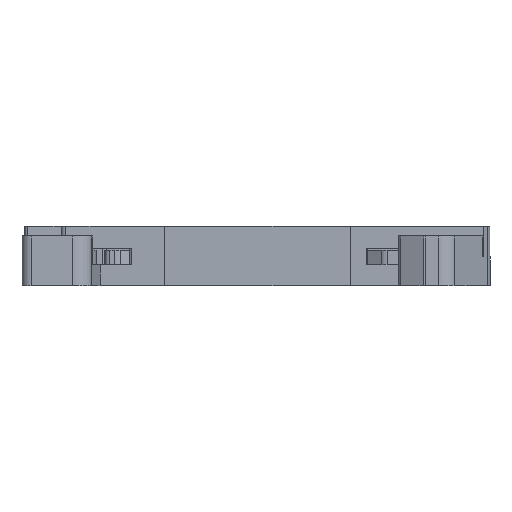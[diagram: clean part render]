
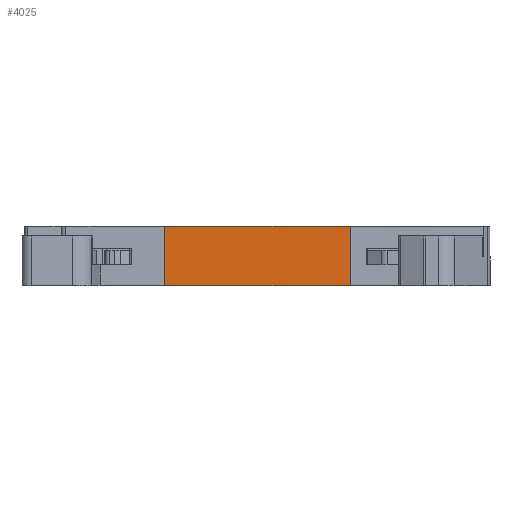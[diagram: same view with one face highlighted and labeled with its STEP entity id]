
A CAD part, front view. The second image highlights one B-rep face of the part: STEP entity #4025.
In plain terms, the highlighted planar face has unit normal (0, -1, 0).
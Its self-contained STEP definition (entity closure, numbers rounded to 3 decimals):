
#4025=ADVANCED_FACE('',(#11259),#11261,.T.);
#11259=FACE_BOUND('',#11260,.T.);
#11260=EDGE_LOOP('',(#17478,#17479,#17480,#17481));
#11261=PLANE('',#11262);
#11262=AXIS2_PLACEMENT_3D('',#11263,#11264,#11265);
#11263=CARTESIAN_POINT('',(-9.75,0.,0.03));
#11264=DIRECTION('',(0.,-1.,0.));
#11265=DIRECTION('',(1.,0.,0.));
#17478=ORIENTED_EDGE('',*,*,#21918,.F.);
#17479=ORIENTED_EDGE('',*,*,#21919,.T.);
#17480=ORIENTED_EDGE('',*,*,#21915,.T.);
#17481=ORIENTED_EDGE('',*,*,#21920,.F.);
#21915=EDGE_CURVE('',#25737,#25738,#25739,.T.);
#21918=EDGE_CURVE('',#25742,#25743,#25744,.T.);
#21919=EDGE_CURVE('',#25742,#25737,#25745,.T.);
#21920=EDGE_CURVE('',#25743,#25738,#25746,.T.);
#25737=VERTEX_POINT('',#35408);
#25738=VERTEX_POINT('',#35409);
#25739=LINE('',#35410,#35411);
#25742=VERTEX_POINT('',#35419);
#25743=VERTEX_POINT('',#35420);
#25744=LINE('',#35421,#35422);
#25745=LINE('',#35424,#35425);
#25746=LINE('',#35427,#35428);
#35408=CARTESIAN_POINT('',(9.75,0.,0.03));
#35409=CARTESIAN_POINT('',(9.75,0.,6.23));
#35410=CARTESIAN_POINT('',(9.75,0.,0.03));
#35411=VECTOR('',#35412,1.);
#35412=DIRECTION('',(0.,0.,1.));
#35419=CARTESIAN_POINT('',(-9.75,0.,0.03));
#35420=CARTESIAN_POINT('',(-9.75,0.,6.23));
#35421=CARTESIAN_POINT('',(-9.75,0.,0.03));
#35422=VECTOR('',#35423,1.);
#35423=DIRECTION('',(0.,0.,1.));
#35424=CARTESIAN_POINT('',(-9.75,0.,0.03));
#35425=VECTOR('',#35426,1.);
#35426=DIRECTION('',(1.,0.,0.));
#35427=CARTESIAN_POINT('',(-9.75,0.,6.23));
#35428=VECTOR('',#35429,1.);
#35429=DIRECTION('',(1.,0.,0.));
